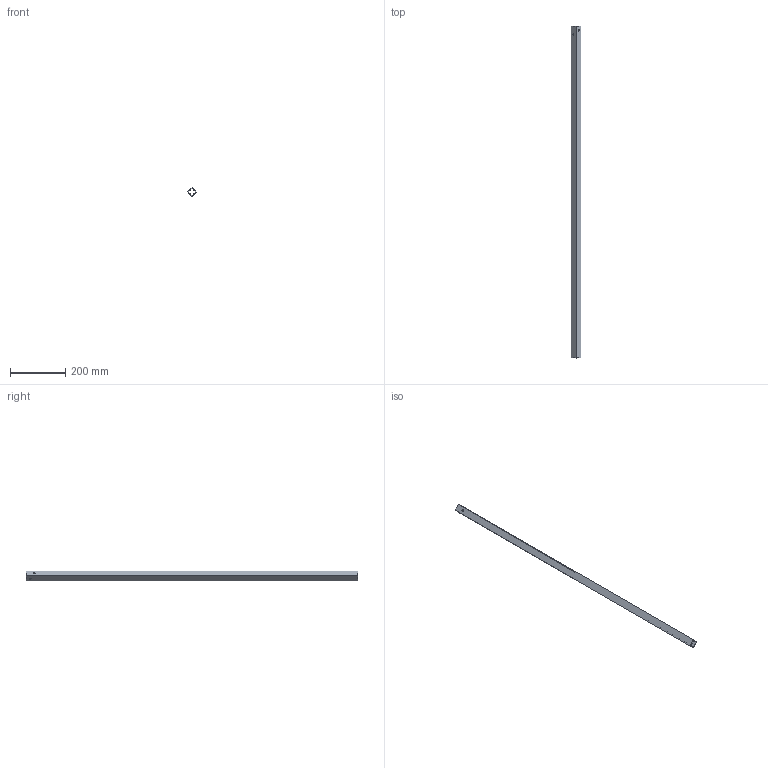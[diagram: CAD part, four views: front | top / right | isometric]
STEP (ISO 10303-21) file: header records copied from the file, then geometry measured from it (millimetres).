
FILE_DESCRIPTION((''),'2;1');
FILE_NAME('part.stp','2000-01-01T12:00:00+0:00',(''),(''),'','fCAD','');
FILE_SCHEMA (('AUTOMOTIVE_DESIGN { 1 0 10303 214 3 1 1 }'));
Length unit declared in the file: millimetre
Products named in the file (2): LCDFRPWR; Main Plate
Assembly tree (1 placements, depth 2):
  LCDFRPWR
    Main Plate
Bounding box: 35.36 x 1200 x 35.36 mm (x, y, z)
Volume: 316338.2 mm3; surface area: 211684 mm2
Topology: 1 solids, 1 shells, 14 faces, 38 edges, 26 vertices
Faces by surface type: plane 10, cylinder 4
Full cylindrical faces by diameter (mm): 7 x4
Entity records: 498 total; most frequent: DIRECTION 74, CARTESIAN_POINT 73, ORIENTED_EDGE 64, EDGE_CURVE 32, EDGE_LOOP 28, AXIS2_PLACEMENT_3D 25, LINE 24, VECTOR 24
